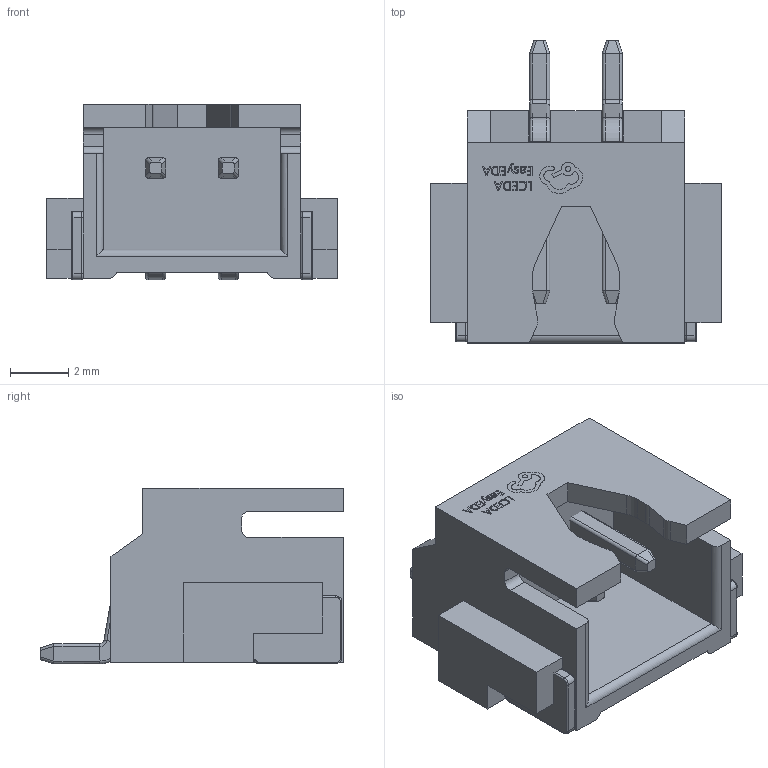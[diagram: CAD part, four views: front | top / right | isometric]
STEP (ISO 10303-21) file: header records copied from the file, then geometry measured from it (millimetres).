
FILE_DESCRIPTION (( 'STEP AP214' ), '1' );
FILE_NAME ('CONN-SMD_XH2.50-WS-2P.step', '2022-08-08T03:42:43', ( '' ), ( '' ), 'SwSTEP 2.0', 'SolidWorks 2020', '' );
FILE_SCHEMA (( 'AUTOMOTIVE_DESIGN' ));
Length unit declared in the file: millimetre
Products named in the file (1): CONN-SMD_XH2.50-WS-2P
Bounding box: 10 x 10.42 x 6.06 mm (x, y, z)
Volume: 200.5 mm3; surface area: 567.4 mm2
Topology: 18 solids, 18 shells, 536 faces, 1387 edges, 894 vertices
Faces by surface type: plane 314, bspline 112, cylinder 82, torus 28
Entity records: 23486 total; most frequent: CARTESIAN_POINT 5180, ORIENTED_EDGE 2774, DIRECTION 2079, EDGE_CURVE 1387, VECTOR 949, LINE 949, VERTEX_POINT 894, AXIS2_PLACEMENT_3D 565
